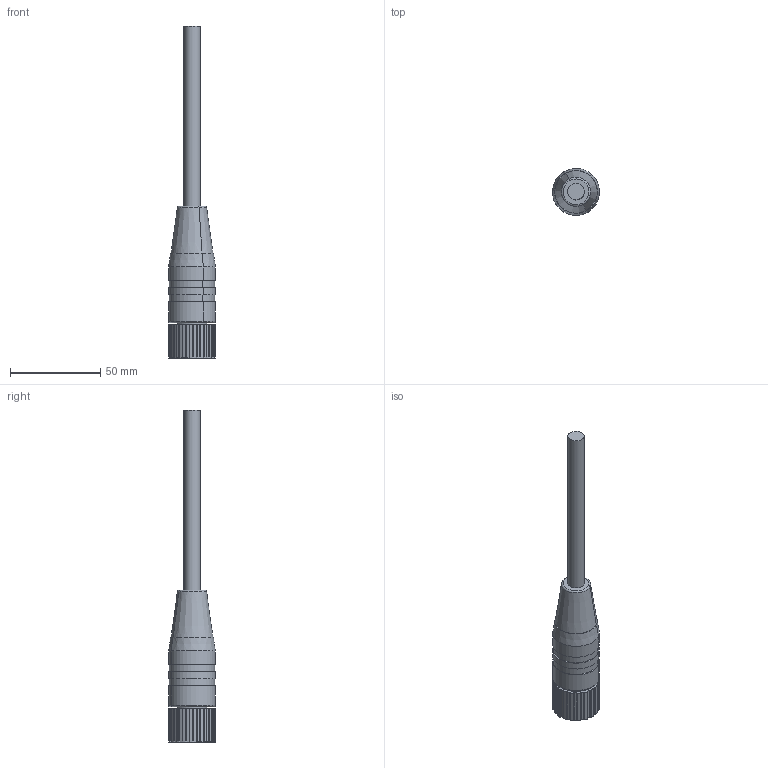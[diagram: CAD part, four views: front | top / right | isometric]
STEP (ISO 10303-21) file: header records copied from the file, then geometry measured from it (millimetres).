
FILE_DESCRIPTION(('CATIA V5 STEP Exchange','CAx-IF Rec.Pracs.--- Model Styling and Organization---1.5--- 2016-08-15','CAx-IF Rec.Pracs.---Supplemental Geometry---1.0---2011-11-01','CAx-IF Rec.Pracs.--- Composite Materials ---1.1---2010-07-15'),'2;1');
FILE_NAME ('022733-3_1', '2025-08-20T09:35:38+00:00', ('none'), ('Weidmueller'), 'CATIA Version 5-6 Release 2024 SP4', 'CATIA V5 STEP AP214 v3', 'none');
FILE_SCHEMA(('AUTOMOTIVE_DESIGN { 1 0 10303 214 1 1 1 1 }'));
Length unit declared in the file: millimetre
Products named in the file (1): 1818180100
Bounding box: 26 x 26 x 184.2 mm (x, y, z)
Volume: 39894.1 mm3; surface area: 13776.6 mm2
Topology: 3 solids, 3 shells, 273 faces, 771 edges, 512 vertices
Faces by surface type: extrusion 176, cylinder 75, plane 14, torus 4, cone 4
Entity records: 11077 total; most frequent: CARTESIAN_POINT 4564, ORIENTED_EDGE 1542, EDGE_CURVE 771, DIRECTION 687, B_SPLINE_CURVE_WITH_KNOTS 528, VERTEX_POINT 512, VECTOR 431, EDGE_LOOP 321
